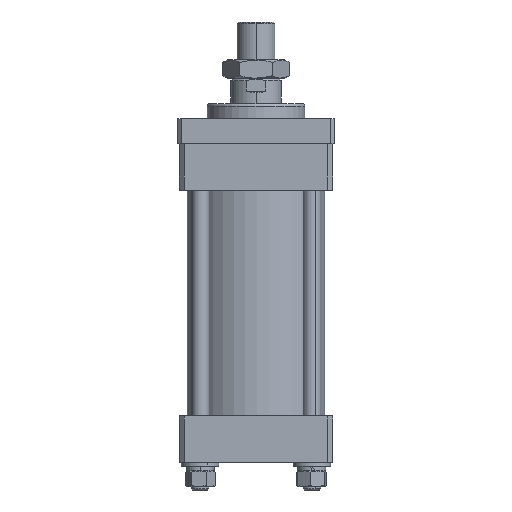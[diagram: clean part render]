
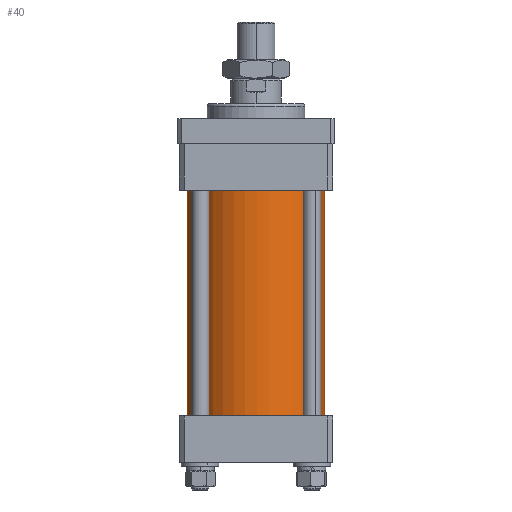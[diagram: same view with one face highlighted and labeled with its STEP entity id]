
A CAD part, front view. The second image highlights one B-rep face of the part: STEP entity #40.
In plain terms, the highlighted cylindrical face has radius 55 mm (diameter 110 mm), a partial arc.
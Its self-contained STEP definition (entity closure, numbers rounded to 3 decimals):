
#40 = ADVANCED_FACE ( 'NONE', ( #6553 ), #6549, .T. ) ;
#219 = ORIENTED_EDGE ( 'NONE', *, *, #2513, .F. ) ;
#220 = ORIENTED_EDGE ( 'NONE', *, *, #2595, .F. ) ;
#221 = ORIENTED_EDGE ( 'NONE', *, *, #2570, .T. ) ;
#222 = ORIENTED_EDGE ( 'NONE', *, *, #2854, .T. ) ;
#1411 = AXIS2_PLACEMENT_3D ( 'NONE', #4960, #4961, #4962 ) ;
#1496 = AXIS2_PLACEMENT_3D ( 'NONE', #5071, #5072, #5073 ) ;
#1611 = CARTESIAN_POINT ( 'NONE',  ( -55., 0., 180. ) ) ;
#1614 = CARTESIAN_POINT ( 'NONE',  ( 55., 0., 180. ) ) ;
#1638 = CARTESIAN_POINT ( 'NONE',  ( -55., 0., 0. ) ) ;
#2179 = VERTEX_POINT ( 'NONE', #7614 ) ;
#2513 = EDGE_CURVE ( 'NONE', #6689, #2179, #6377, .T. ) ;
#2554 = AXIS2_PLACEMENT_3D ( 'NONE', #7731, #7722, #7725 ) ;
#2570 = EDGE_CURVE ( 'NONE', #6686, #6713, #6365, .T. ) ;
#2595 = EDGE_CURVE ( 'NONE', #6686, #6689, #6367, .T. ) ;
#2854 = EDGE_CURVE ( 'NONE', #6713, #2179, #3966, .T. ) ;
#3966 = CIRCLE ( 'NONE', #1411, 55. ) ;
#4960 = CARTESIAN_POINT ( 'NONE',  ( 0., 0., 0. ) ) ;
#4961 = DIRECTION ( 'NONE',  ( 0., 0., 1. ) ) ;
#4962 = DIRECTION ( 'NONE',  ( 1., 0., 0. ) ) ;
#5030 = CARTESIAN_POINT ( 'NONE',  ( 55., 0., 180. ) ) ;
#5031 = DIRECTION ( 'NONE',  ( 0., 0., -1. ) ) ;
#5051 = CARTESIAN_POINT ( 'NONE',  ( -55., 0., 180. ) ) ;
#5056 = DIRECTION ( 'NONE',  ( 0., 0., -1. ) ) ;
#5071 = CARTESIAN_POINT ( 'NONE',  ( 0., 0., 180. ) ) ;
#5072 = DIRECTION ( 'NONE',  ( 0., 0., 1. ) ) ;
#5073 = DIRECTION ( 'NONE',  ( 1., 0., 0. ) ) ;
#6364 = VECTOR ( 'NONE', #5056, 1000. ) ;
#6365 = LINE ( 'NONE', #5051, #6364 ) ;
#6367 = CIRCLE ( 'NONE', #1496, 55. ) ;
#6374 = VECTOR ( 'NONE', #5031, 1000. ) ;
#6377 = LINE ( 'NONE', #5030, #6374 ) ;
#6549 = CYLINDRICAL_SURFACE ( 'NONE', #2554, 55. ) ;
#6553 = FACE_OUTER_BOUND ( 'NONE', #8267, .T. ) ;
#6686 = VERTEX_POINT ( 'NONE', #1611 ) ;
#6689 = VERTEX_POINT ( 'NONE', #1614 ) ;
#6713 = VERTEX_POINT ( 'NONE', #1638 ) ;
#7614 = CARTESIAN_POINT ( 'NONE',  ( 55., 0., 0. ) ) ;
#7722 = DIRECTION ( 'NONE',  ( 0., 0., -1. ) ) ;
#7725 = DIRECTION ( 'NONE',  ( -1., 0., 0. ) ) ;
#7731 = CARTESIAN_POINT ( 'NONE',  ( 0., 0., 180. ) ) ;
#8267 = EDGE_LOOP ( 'NONE', ( #219, #220, #221, #222 ) ) ;
